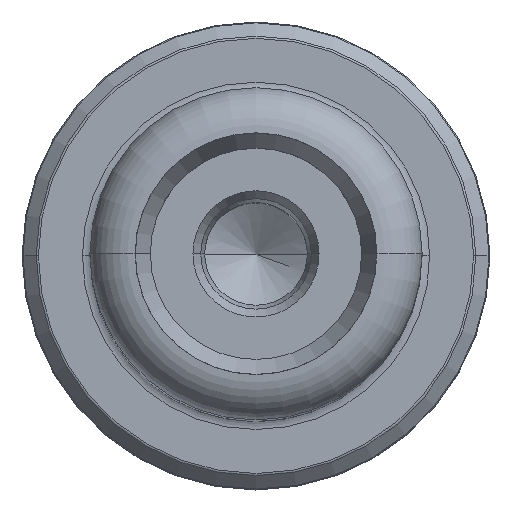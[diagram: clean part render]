
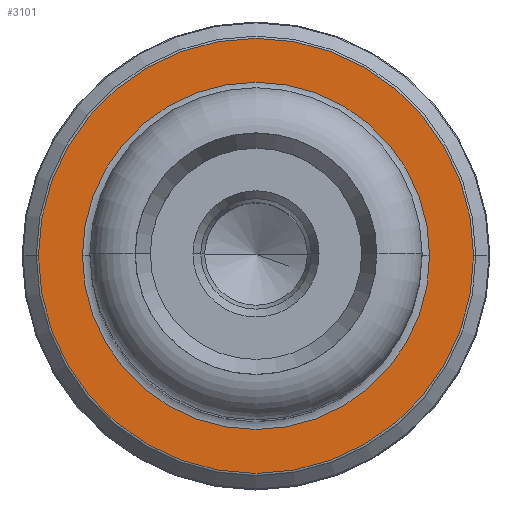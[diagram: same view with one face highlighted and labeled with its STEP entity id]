
A CAD part, top view. The second image highlights one B-rep face of the part: STEP entity #3101.
In plain terms, the highlighted planar face has unit normal (0, 0, 1).
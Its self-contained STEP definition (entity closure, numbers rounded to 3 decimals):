
#142 = PLANE ( 'NONE',  #1202 ) ;
#416 = CARTESIAN_POINT ( 'NONE',  ( 0., 0., 24. ) ) ;
#433 = CARTESIAN_POINT ( 'NONE',  ( 0., 0., 24. ) ) ;
#444 = EDGE_CURVE ( 'NONE', #3383, #856, #2142, .T. ) ;
#455 = CARTESIAN_POINT ( 'NONE',  ( 0., 0., 24. ) ) ;
#646 = CARTESIAN_POINT ( 'NONE',  ( -14.417, 0., 24. ) ) ;
#682 = EDGE_CURVE ( 'NONE', #3523, #1851, #1136, .T. ) ;
#721 = FACE_BOUND ( 'NONE', #1957, .T. ) ;
#856 = VERTEX_POINT ( 'NONE', #3559 ) ;
#918 = DIRECTION ( 'NONE',  ( 1., 0., 0. ) ) ;
#1136 = CIRCLE ( 'NONE', #2946, 14.417 ) ;
#1144 = CIRCLE ( 'NONE', #3078, 14.417 ) ;
#1202 = AXIS2_PLACEMENT_3D ( 'NONE', #455, #2767, #1608 ) ;
#1257 = CARTESIAN_POINT ( 'NONE',  ( 0., 0., 24. ) ) ;
#1263 = AXIS2_PLACEMENT_3D ( 'NONE', #416, #2217, #1887 ) ;
#1327 = DIRECTION ( 'NONE',  ( 0., 0., 1. ) ) ;
#1340 = DIRECTION ( 'NONE',  ( -1., 0., 0. ) ) ;
#1420 = DIRECTION ( 'NONE',  ( 0., 0., 1. ) ) ;
#1553 = ORIENTED_EDGE ( 'NONE', *, *, #682, .T. ) ;
#1608 = DIRECTION ( 'NONE',  ( 1., 0., 0. ) ) ;
#1760 = ORIENTED_EDGE ( 'NONE', *, *, #444, .F. ) ;
#1851 = VERTEX_POINT ( 'NONE', #3111 ) ;
#1887 = DIRECTION ( 'NONE',  ( -1., 0., 0. ) ) ;
#1957 = EDGE_LOOP ( 'NONE', ( #3866, #1760 ) ) ;
#2021 = CIRCLE ( 'NONE', #3014, 11.503 ) ;
#2142 = CIRCLE ( 'NONE', #1263, 11.503 ) ;
#2217 = DIRECTION ( 'NONE',  ( 0., 0., 1. ) ) ;
#2529 = DIRECTION ( 'NONE',  ( 1., 0., 0. ) ) ;
#2767 = DIRECTION ( 'NONE',  ( 0., 0., 1. ) ) ;
#2934 = EDGE_CURVE ( 'NONE', #856, #3383, #2021, .T. ) ;
#2946 = AXIS2_PLACEMENT_3D ( 'NONE', #433, #1327, #2529 ) ;
#2984 = EDGE_CURVE ( 'NONE', #1851, #3523, #1144, .T. ) ;
#3014 = AXIS2_PLACEMENT_3D ( 'NONE', #3780, #1420, #1340 ) ;
#3078 = AXIS2_PLACEMENT_3D ( 'NONE', #1257, #3620, #918 ) ;
#3101 = ADVANCED_FACE ( 'NONE', ( #721, #3748 ), #142, .T. ) ;
#3111 = CARTESIAN_POINT ( 'NONE',  ( 14.417, 0., 24. ) ) ;
#3190 = CARTESIAN_POINT ( 'NONE',  ( 11.503, 0., 24. ) ) ;
#3373 = ORIENTED_EDGE ( 'NONE', *, *, #2984, .T. ) ;
#3383 = VERTEX_POINT ( 'NONE', #3190 ) ;
#3523 = VERTEX_POINT ( 'NONE', #646 ) ;
#3559 = CARTESIAN_POINT ( 'NONE',  ( -11.503, 0., 24. ) ) ;
#3620 = DIRECTION ( 'NONE',  ( 0., 0., 1. ) ) ;
#3748 = FACE_OUTER_BOUND ( 'NONE', #3824, .T. ) ;
#3780 = CARTESIAN_POINT ( 'NONE',  ( 0., 0., 24. ) ) ;
#3824 = EDGE_LOOP ( 'NONE', ( #3373, #1553 ) ) ;
#3866 = ORIENTED_EDGE ( 'NONE', *, *, #2934, .F. ) ;
